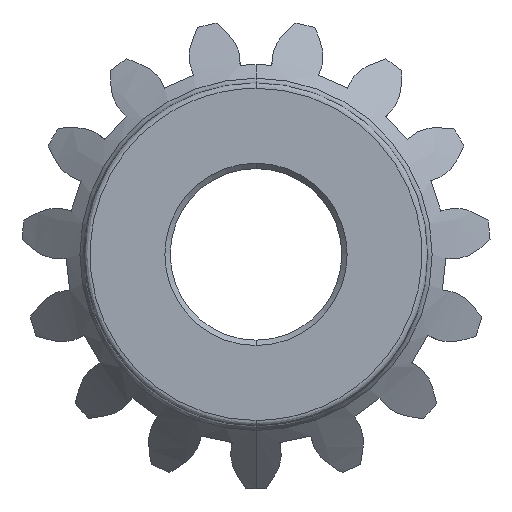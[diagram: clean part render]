
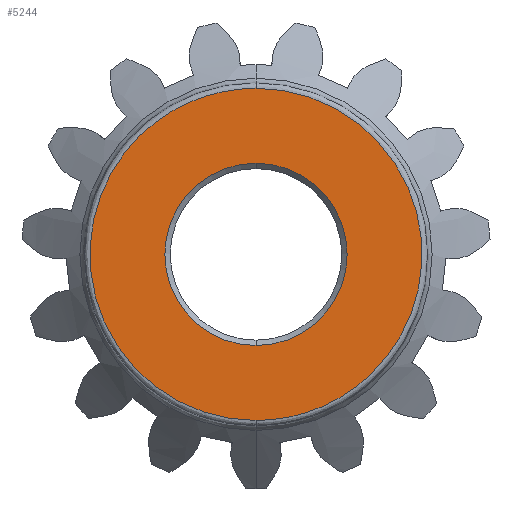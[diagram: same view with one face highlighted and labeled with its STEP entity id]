
A CAD part, front view. The second image highlights one B-rep face of the part: STEP entity #5244.
In plain terms, the highlighted planar face has unit normal (0, -1, 0).
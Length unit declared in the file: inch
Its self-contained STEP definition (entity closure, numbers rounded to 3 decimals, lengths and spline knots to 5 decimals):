
#275 = CARTESIAN_POINT ( 'NONE',  ( 0., -0.17503, -0.47492 ) ) ;
#840 = EDGE_LOOP ( 'NONE', ( #1754, #4739 ) ) ;
#1011 = CARTESIAN_POINT ( 'NONE',  ( 0.96875, -0.17503, 0.49383 ) ) ;
#1075 = AXIS2_PLACEMENT_3D ( 'NONE', #3546, #5136, #7342 ) ;
#1173 = AXIS2_PLACEMENT_3D ( 'NONE', #5096, #3596, #8136 ) ;
#1563 = VERTEX_POINT ( 'NONE', #9240 ) ;
#1754 = ORIENTED_EDGE ( 'NONE', *, *, #7348, .F. ) ;
#1881 = CARTESIAN_POINT ( 'NONE',  ( 0., -0.17503, -0.49054 ) ) ;
#2306 =( BOUNDED_CURVE ( )  B_SPLINE_CURVE ( 3, ( #275, #3938, #5558, #8506 ),
 .UNSPECIFIED., .F., .F. ) 
 B_SPLINE_CURVE_WITH_KNOTS ( ( 4, 4 ),
 ( 0., 0.5 ),
 .UNSPECIFIED. ) 
 CURVE ( )  GEOMETRIC_REPRESENTATION_ITEM ( )  RATIONAL_B_SPLINE_CURVE ( ( 1., 0.333, 0.333, 1. ) ) 
 REPRESENTATION_ITEM ( '' )  );
#2364 = EDGE_CURVE ( 'NONE', #1563, #8750, #4041, .T. ) ;
#2702 = VERTEX_POINT ( 'NONE', #8203 ) ;
#3192 = CARTESIAN_POINT ( 'NONE',  ( 0., -0.17503, 0.49383 ) ) ;
#3508 = DIRECTION ( 'NONE',  ( 0., 0., -1. ) ) ;
#3546 = CARTESIAN_POINT ( 'NONE',  ( 0., -0.17503, 0.00946 ) ) ;
#3596 = DIRECTION ( 'NONE',  ( 0., 1., 0. ) ) ;
#3694 = AXIS2_PLACEMENT_3D ( 'NONE', #1881, #7181, #3508 ) ;
#3853 = FACE_OUTER_BOUND ( 'NONE', #840, .T. ) ;
#3938 = CARTESIAN_POINT ( 'NONE',  ( -0.96875, -0.17503, -0.47492 ) ) ;
#3985 = ORIENTED_EDGE ( 'NONE', *, *, #4043, .T. ) ;
#4008 = CARTESIAN_POINT ( 'NONE',  ( 0., -0.17503, -0.47492 ) ) ;
#4041 =( BOUNDED_CURVE ( )  B_SPLINE_CURVE ( 3, ( #3192, #1011, #4744, #4008 ),
 .UNSPECIFIED., .F., .F. ) 
 B_SPLINE_CURVE_WITH_KNOTS ( ( 4, 4 ),
 ( 0.5, 1. ),
 .UNSPECIFIED. ) 
 CURVE ( )  GEOMETRIC_REPRESENTATION_ITEM ( )  RATIONAL_B_SPLINE_CURVE ( ( 1., 0.333, 0.333, 1. ) ) 
 REPRESENTATION_ITEM ( '' )  );
#4043 = EDGE_CURVE ( 'NONE', #2702, #6988, #5158, .T. ) ;
#4510 = EDGE_LOOP ( 'NONE', ( #5681, #3985 ) ) ;
#4739 = ORIENTED_EDGE ( 'NONE', *, *, #2364, .F. ) ;
#4744 = CARTESIAN_POINT ( 'NONE',  ( 0.96875, -0.17503, -0.47492 ) ) ;
#5096 = CARTESIAN_POINT ( 'NONE',  ( 0., -0.17503, 0.00946 ) ) ;
#5136 = DIRECTION ( 'NONE',  ( 0., 1., 0. ) ) ;
#5158 = CIRCLE ( 'NONE', #1075, 0.26588 ) ;
#5244 = ADVANCED_FACE ( 'NONE', ( #6815, #3853 ), #6427, .T. ) ;
#5348 = CARTESIAN_POINT ( 'NONE',  ( 0., -0.17503, -0.25642 ) ) ;
#5558 = CARTESIAN_POINT ( 'NONE',  ( -0.96875, -0.17503, 0.49383 ) ) ;
#5681 = ORIENTED_EDGE ( 'NONE', *, *, #8444, .T. ) ;
#6427 = PLANE ( 'NONE',  #3694 ) ;
#6815 = FACE_BOUND ( 'NONE', #4510, .T. ) ;
#6988 = VERTEX_POINT ( 'NONE', #5348 ) ;
#7181 = DIRECTION ( 'NONE',  ( 0., -1., 0. ) ) ;
#7342 = DIRECTION ( 'NONE',  ( 0., 0., -1. ) ) ;
#7348 = EDGE_CURVE ( 'NONE', #8750, #1563, #2306, .T. ) ;
#8136 = DIRECTION ( 'NONE',  ( 0., 0., -1. ) ) ;
#8203 = CARTESIAN_POINT ( 'NONE',  ( 0., -0.17503, 0.27533 ) ) ;
#8444 = EDGE_CURVE ( 'NONE', #6988, #2702, #9247, .T. ) ;
#8506 = CARTESIAN_POINT ( 'NONE',  ( 0., -0.17503, 0.49383 ) ) ;
#8750 = VERTEX_POINT ( 'NONE', #9028 ) ;
#9028 = CARTESIAN_POINT ( 'NONE',  ( 0., -0.17503, -0.47492 ) ) ;
#9240 = CARTESIAN_POINT ( 'NONE',  ( 0., -0.17503, 0.49383 ) ) ;
#9247 = CIRCLE ( 'NONE', #1173, 0.26588 ) ;
